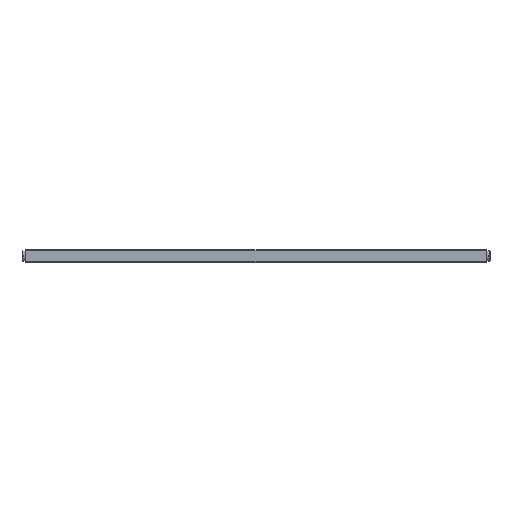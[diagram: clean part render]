
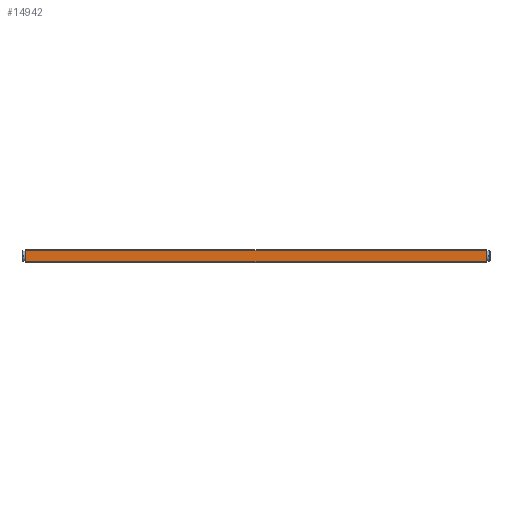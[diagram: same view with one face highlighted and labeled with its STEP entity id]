
A CAD part, front view. The second image highlights one B-rep face of the part: STEP entity #14942.
In plain terms, the highlighted planar face has unit normal (0, -1, 0).
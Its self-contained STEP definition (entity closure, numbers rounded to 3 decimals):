
#11052=FACE_OUTER_BOUND('',#26972,.T.);
#14942=ADVANCED_FACE('',(#11052),#19173,.T.);
#19173=PLANE('',#84577);
#26972=EDGE_LOOP('',(#33762,#33763,#33764,#33765));
#33762=ORIENTED_EDGE('',*,*,#60956,.T.);
#33763=ORIENTED_EDGE('',*,*,#60957,.T.);
#33764=ORIENTED_EDGE('',*,*,#60958,.T.);
#33765=ORIENTED_EDGE('',*,*,#60959,.T.);
#53662=VERTEX_POINT('',#115691);
#53663=VERTEX_POINT('',#115692);
#53664=VERTEX_POINT('',#115694);
#53665=VERTEX_POINT('',#115696);
#60956=EDGE_CURVE('',#53662,#53663,#71154,.T.);
#60957=EDGE_CURVE('',#53663,#53664,#71155,.T.);
#60958=EDGE_CURVE('',#53664,#53665,#71156,.T.);
#60959=EDGE_CURVE('',#53665,#53662,#71157,.T.);
#71154=LINE('',#115690,#78086);
#71155=LINE('',#115693,#78087);
#71156=LINE('',#115695,#78088);
#71157=LINE('',#115697,#78089);
#78086=VECTOR('',#92679,1.);
#78087=VECTOR('',#92680,1.);
#78088=VECTOR('',#92681,1.);
#78089=VECTOR('',#92682,1.);
#84577=AXIS2_PLACEMENT_3D('',#115698,#92683,#92684);
#92679=DIRECTION('',(0.,0.,1.));
#92680=DIRECTION('',(-1.,0.,0.));
#92681=DIRECTION('',(0.,0.,-1.));
#92682=DIRECTION('',(1.,0.,0.));
#92683=DIRECTION('',(0.,-1.,0.));
#92684=DIRECTION('',(0.,0.,1.));
#115690=CARTESIAN_POINT('',(399.5,-12.,11.));
#115691=CARTESIAN_POINT('',(399.5,-12.,0.5));
#115692=CARTESIAN_POINT('',(399.5,-12.,10.5));
#115693=CARTESIAN_POINT('',(200.,-12.,10.5));
#115694=CARTESIAN_POINT('',(0.5,-12.,10.5));
#115695=CARTESIAN_POINT('',(0.5,-12.,11.));
#115696=CARTESIAN_POINT('',(0.5,-12.,0.5));
#115697=CARTESIAN_POINT('',(200.,-12.,0.5));
#115698=CARTESIAN_POINT('',(200.,-12.,11.));
